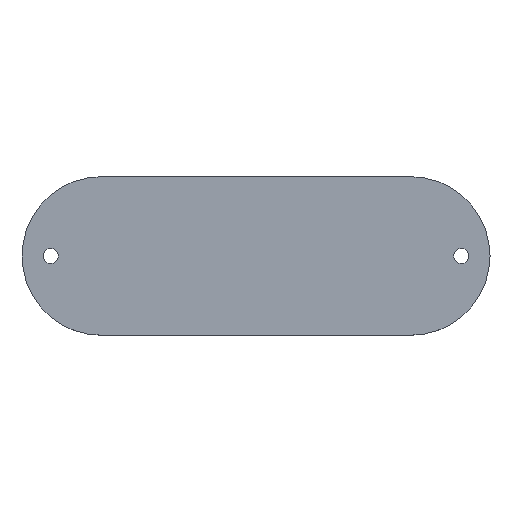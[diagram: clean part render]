
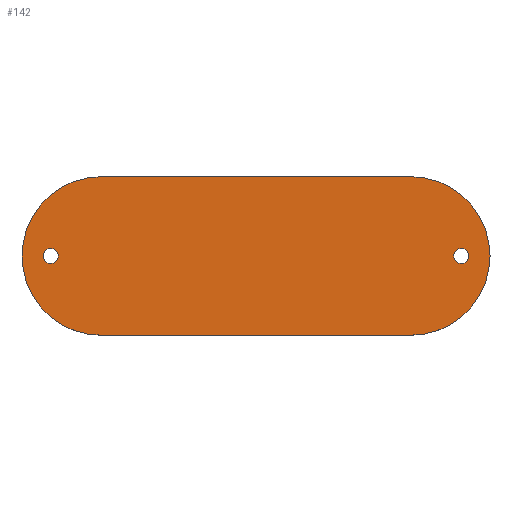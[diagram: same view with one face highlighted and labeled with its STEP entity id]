
A CAD part, top view. The second image highlights one B-rep face of the part: STEP entity #142.
In plain terms, the highlighted planar face has unit normal (0, 0, 1).
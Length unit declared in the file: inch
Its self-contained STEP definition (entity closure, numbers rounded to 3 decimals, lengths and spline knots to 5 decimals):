
#18=LINE('',#245,#26);
#21=LINE('',#253,#29);
#26=VECTOR('',#204,0.3937);
#29=VECTOR('',#213,0.3937);
#34=PLANE('',#178);
#39=FACE_BOUND('',#61,.T.);
#40=FACE_BOUND('',#62,.T.);
#48=FACE_OUTER_BOUND('',#60,.T.);
#60=EDGE_LOOP('',(#125,#126,#127,#128));
#61=EDGE_LOOP('',(#129));
#62=EDGE_LOOP('',(#130));
#64=CIRCLE('',#165,0.08);
#66=CIRCLE('',#168,0.08);
#69=CIRCLE('',#174,0.83);
#70=CIRCLE('',#177,0.83);
#72=VERTEX_POINT('',#225);
#74=VERTEX_POINT('',#230);
#79=VERTEX_POINT('',#242);
#80=VERTEX_POINT('',#244);
#81=VERTEX_POINT('',#248);
#82=VERTEX_POINT('',#252);
#84=EDGE_CURVE('',#72,#72,#64,.T.);
#86=EDGE_CURVE('',#74,#74,#66,.T.);
#92=EDGE_CURVE('',#80,#79,#18,.T.);
#94=EDGE_CURVE('',#81,#80,#69,.T.);
#96=EDGE_CURVE('',#82,#81,#21,.T.);
#98=EDGE_CURVE('',#79,#82,#70,.T.);
#125=ORIENTED_EDGE('',*,*,#98,.T.);
#126=ORIENTED_EDGE('',*,*,#96,.T.);
#127=ORIENTED_EDGE('',*,*,#94,.T.);
#128=ORIENTED_EDGE('',*,*,#92,.T.);
#129=ORIENTED_EDGE('',*,*,#84,.T.);
#130=ORIENTED_EDGE('',*,*,#86,.T.);
#142=ADVANCED_FACE('',(#48,#39,#40),#34,.T.);
#165=AXIS2_PLACEMENT_3D('',#226,#185,#186);
#168=AXIS2_PLACEMENT_3D('',#231,#191,#192);
#174=AXIS2_PLACEMENT_3D('',#249,#208,#209);
#177=AXIS2_PLACEMENT_3D('',#256,#217,#218);
#178=AXIS2_PLACEMENT_3D('',#257,#219,#220);
#185=DIRECTION('center_axis',(0.,0.,-1.));
#186=DIRECTION('ref_axis',(-1.,0.,0.));
#191=DIRECTION('center_axis',(0.,0.,-1.));
#192=DIRECTION('ref_axis',(-1.,0.,0.));
#204=DIRECTION('',(1.,0.,0.));
#208=DIRECTION('center_axis',(0.,0.,1.));
#209=DIRECTION('ref_axis',(0.,1.,0.));
#213=DIRECTION('',(-1.,0.,0.));
#217=DIRECTION('center_axis',(0.,0.,1.));
#218=DIRECTION('ref_axis',(0.,-1.,0.));
#219=DIRECTION('center_axis',(0.,0.,1.));
#220=DIRECTION('ref_axis',(1.,0.,0.));
#225=CARTESIAN_POINT('',(2.23,0.,0.0625));
#226=CARTESIAN_POINT('Origin',(2.15,0.,0.0625));
#230=CARTESIAN_POINT('',(-2.07,0.,0.0625));
#231=CARTESIAN_POINT('Origin',(-2.15,0.,0.0625));
#242=CARTESIAN_POINT('',(1.62,-0.83,0.0625));
#244=CARTESIAN_POINT('',(-1.62,-0.83,0.0625));
#245=CARTESIAN_POINT('',(-1.62,-0.83,0.0625));
#248=CARTESIAN_POINT('',(-1.62,0.83,0.0625));
#249=CARTESIAN_POINT('Origin',(-1.62,0.,0.0625));
#252=CARTESIAN_POINT('',(1.62,0.83,0.0625));
#253=CARTESIAN_POINT('',(1.62,0.83,0.0625));
#256=CARTESIAN_POINT('Origin',(1.62,0.,0.0625));
#257=CARTESIAN_POINT('Origin',(0.,0.,0.0625));
